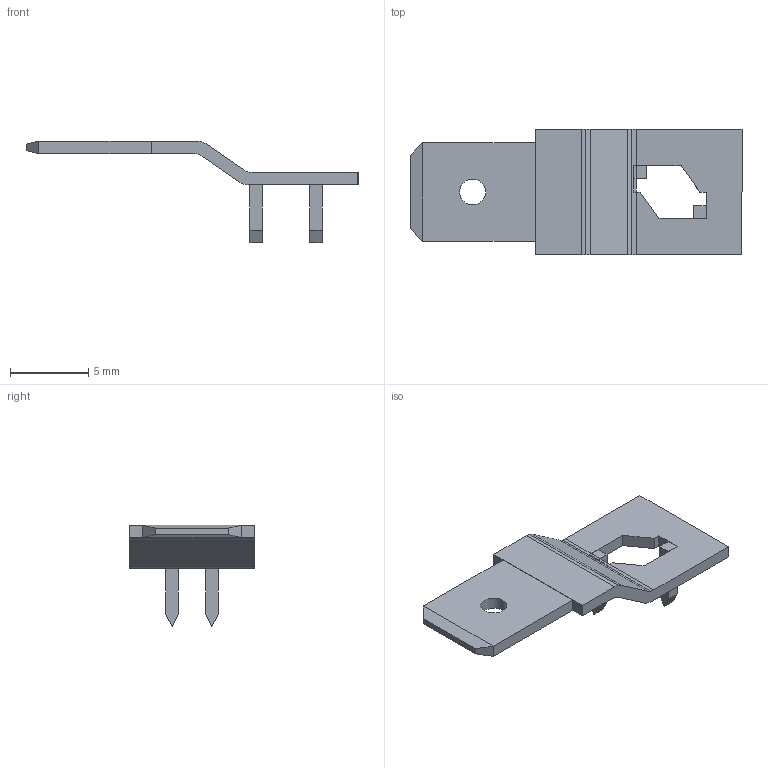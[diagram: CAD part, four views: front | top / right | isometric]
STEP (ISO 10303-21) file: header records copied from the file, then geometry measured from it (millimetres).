
FILE_DESCRIPTION((''),'2;1');
FILE_NAME('STOCKO_F-RM-0120.stp','2010-01-05T13:56:11',(''),(''),'Mechanical Desktop 2006','Mechanical Desktop 2006',', , ');
FILE_SCHEMA(('AUTOMOTIVE_DESIGN { 1 2 10303 214 0 1 1 1 }'));
Length unit declared in the file: millimetre
Products named in the file (1): Product
Bounding box: 21.2 x 8 x 6.5 mm (x, y, z)
Volume: 121.3 mm3; surface area: 391.9 mm2
Topology: 4 solids, 4 shells, 53 faces, 132 edges, 86 vertices
Faces by surface type: plane 43, cylinder 10
Entity records: 1608 total; most frequent: CARTESIAN_POINT 272, ORIENTED_EDGE 264, DIRECTION 260, EDGE_CURVE 132, VECTOR 112, LINE 112, VERTEX_POINT 86, AXIS2_PLACEMENT_3D 74
